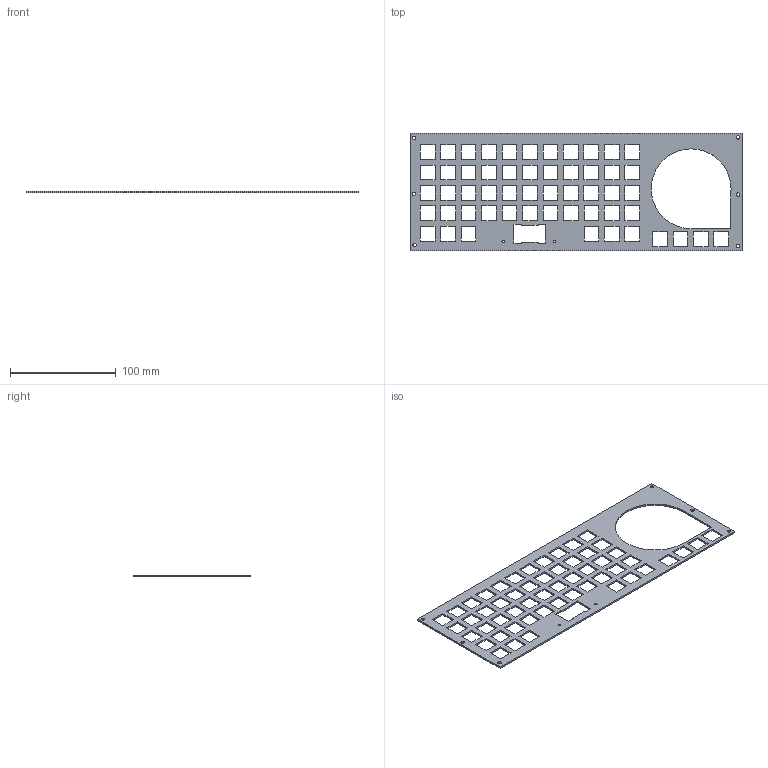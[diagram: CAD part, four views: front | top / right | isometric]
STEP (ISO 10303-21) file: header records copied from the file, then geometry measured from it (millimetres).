
FILE_DESCRIPTION(('KiCad electronic assembly'),'2;1');
FILE_NAME('openot plate.STEP','2022-12-19T11:39:09',('Pcbnew'),('Kicad') ,'Open CASCADE STEP processor 7.6','KiCad to STEP converter','Unknown' );
FILE_SCHEMA(('AUTOMOTIVE_DESIGN { 1 0 10303 214 1 1 1 1 }'));
Length unit declared in the file: millimetre
Products named in the file (2): openot plate 1; openot rev2 PCB
Assembly tree (1 placements, depth 2):
  openot plate 1
    openot rev2 PCB
Bounding box: 313.79 x 110.79 x 1.6 mm (x, y, z)
Volume: 30155.3 mm3; surface area: 44572.8 mm2
Topology: 1 solids, 1 shells, 247 faces, 735 edges, 490 vertices
Faces by surface type: plane 238, cylinder 9
Full cylindrical faces by diameter (mm): 2.2 x2, 3.2 x6
Entity records: 18039 total; most frequent: CARTESIAN_POINT 3052, DIRECTION 2703, LINE 2169, VECTOR 2169, ORIENTED_EDGE 1470, PCURVE 1470, DEFINITIONAL_REPRESENTATION 1470, EDGE_CURVE 735
